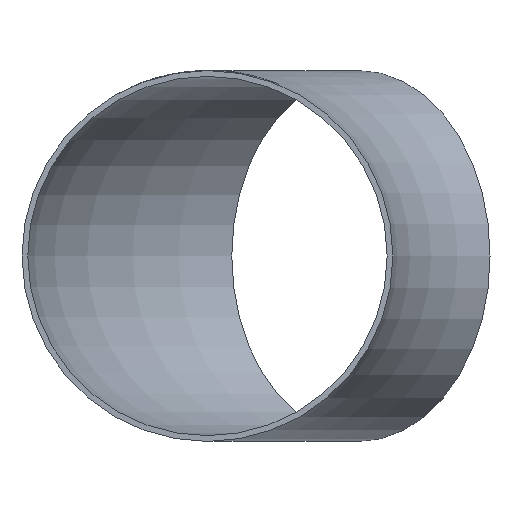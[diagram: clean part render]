
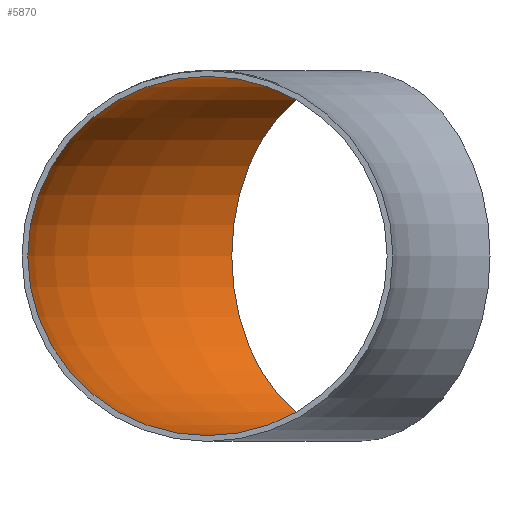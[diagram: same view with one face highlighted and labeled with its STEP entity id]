
A CAD part, front view. The second image highlights one B-rep face of the part: STEP entity #5870.
In plain terms, the highlighted toroidal (fillet/blend) face has major radius 270 mm and minor radius 93.85 mm.
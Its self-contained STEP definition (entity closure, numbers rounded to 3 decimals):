
#655 = AXIS2_PLACEMENT_3D ( 'NONE', #26453, #6008, #10103 ) ;
#2249 = EDGE_LOOP ( 'NONE', ( #15413 ) ) ;
#2549 = CARTESIAN_POINT ( 'NONE',  ( -190.919, 190.919, 0. ) ) ;
#5138 = AXIS2_PLACEMENT_3D ( 'NONE', #2549, #16803, #6656 ) ;
#5713 = FACE_OUTER_BOUND ( 'NONE', #2249, .T. ) ;
#5870 = ADVANCED_FACE ( 'NONE', ( #5713, #16127 ), #26607, .F. ) ;
#6008 = DIRECTION ( 'NONE',  ( 0., 1., 0. ) ) ;
#6656 = DIRECTION ( 'NONE',  ( -0.707, 0.707, 0. ) ) ;
#7681 = EDGE_CURVE ( 'NONE', #14222, #14222, #21798, .T. ) ;
#7922 = CARTESIAN_POINT ( 'NONE',  ( -270., 0., 93.85 ) ) ;
#10103 = DIRECTION ( 'NONE',  ( 0., 0., 1. ) ) ;
#11512 = ORIENTED_EDGE ( 'NONE', *, *, #23800, .F. ) ;
#13642 = DIRECTION ( 'NONE',  ( 0., 0., -1. ) ) ;
#14222 = VERTEX_POINT ( 'NONE', #22486 ) ;
#15413 = ORIENTED_EDGE ( 'NONE', *, *, #7681, .T. ) ;
#16127 = FACE_OUTER_BOUND ( 'NONE', #17340, .T. ) ;
#16803 = DIRECTION ( 'NONE',  ( 0.707, 0.707, 0. ) ) ;
#17340 = EDGE_LOOP ( 'NONE', ( #11512 ) ) ;
#17791 = DIRECTION ( 'NONE',  ( -1., 0., 0. ) ) ;
#19048 = CIRCLE ( 'NONE', #655, 93.85 ) ;
#21798 = CIRCLE ( 'NONE', #5138, 93.85 ) ;
#22486 = CARTESIAN_POINT ( 'NONE',  ( -257.281, 257.281, 0. ) ) ;
#23800 = EDGE_CURVE ( 'NONE', #24677, #24677, #19048, .T. ) ;
#24677 = VERTEX_POINT ( 'NONE', #7922 ) ;
#25734 = AXIS2_PLACEMENT_3D ( 'NONE', #26575, #13642, #17791 ) ;
#26453 = CARTESIAN_POINT ( 'NONE',  ( -270., 0., 0. ) ) ;
#26575 = CARTESIAN_POINT ( 'NONE',  ( 0., 0., 0. ) ) ;
#26607 = TOROIDAL_SURFACE ( 'NONE', #25734, 270., 93.85 ) ;
